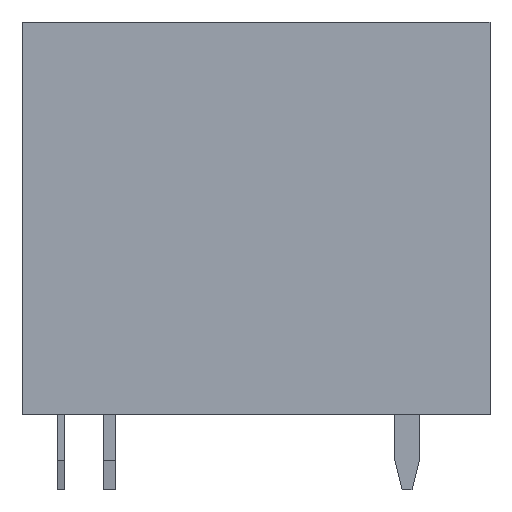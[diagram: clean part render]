
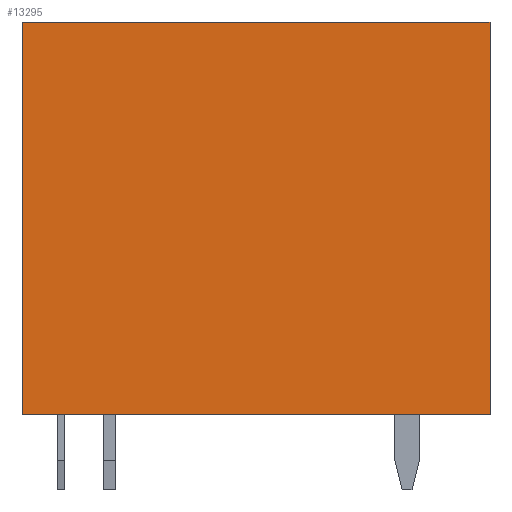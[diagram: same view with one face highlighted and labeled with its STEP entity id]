
A CAD part, front view. The second image highlights one B-rep face of the part: STEP entity #13295.
In plain terms, the highlighted planar face has unit normal (0, -1, 0).
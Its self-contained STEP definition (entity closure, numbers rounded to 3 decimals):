
#348 = VECTOR ( 'NONE', #12789, 1000. ) ;
#859 = FACE_OUTER_BOUND ( 'NONE', #8308, .T. ) ;
#953 = ORIENTED_EDGE ( 'NONE', *, *, #8317, .T. ) ;
#1923 = DIRECTION ( 'NONE',  ( -1., 0., 0. ) ) ;
#2030 = DIRECTION ( 'NONE',  ( 0., 1., 0. ) ) ;
#2602 = DIRECTION ( 'NONE',  ( 0., 0., -1. ) ) ;
#2753 = AXIS2_PLACEMENT_3D ( 'NONE', #14897, #2030, #4295 ) ;
#2932 = CARTESIAN_POINT ( 'NONE',  ( 9.6, -7.75, -0.4 ) ) ;
#3389 = VERTEX_POINT ( 'NONE', #7338 ) ;
#4010 = CARTESIAN_POINT ( 'NONE',  ( -9.6, -7.75, 15.7 ) ) ;
#4295 = DIRECTION ( 'NONE',  ( 0., 0., 1. ) ) ;
#4548 = EDGE_CURVE ( 'NONE', #6326, #6455, #5322, .T. ) ;
#5322 = LINE ( 'NONE', #2932, #7295 ) ;
#5421 = CARTESIAN_POINT ( 'NONE',  ( -9.6, -7.75, 15.7 ) ) ;
#5457 = CARTESIAN_POINT ( 'NONE',  ( -9.6, -7.75, -0.4 ) ) ;
#6326 = VERTEX_POINT ( 'NONE', #9410 ) ;
#6455 = VERTEX_POINT ( 'NONE', #5457 ) ;
#6889 = VECTOR ( 'NONE', #2602, 1000. ) ;
#7295 = VECTOR ( 'NONE', #1923, 1000. ) ;
#7338 = CARTESIAN_POINT ( 'NONE',  ( 9.6, -7.75, 15.7 ) ) ;
#7912 = CARTESIAN_POINT ( 'NONE',  ( 9.6, -7.75, 15.7 ) ) ;
#8308 = EDGE_LOOP ( 'NONE', ( #953, #8451, #8856, #12281 ) ) ;
#8317 = EDGE_CURVE ( 'NONE', #11737, #6455, #13210, .T. ) ;
#8393 = CARTESIAN_POINT ( 'NONE',  ( -9.6, -7.75, 15.7 ) ) ;
#8451 = ORIENTED_EDGE ( 'NONE', *, *, #4548, .F. ) ;
#8856 = ORIENTED_EDGE ( 'NONE', *, *, #11742, .F. ) ;
#9050 = PLANE ( 'NONE',  #2753 ) ;
#9410 = CARTESIAN_POINT ( 'NONE',  ( 9.6, -7.75, -0.4 ) ) ;
#10087 = DIRECTION ( 'NONE',  ( 1., 0., 0. ) ) ;
#10381 = LINE ( 'NONE', #7912, #348 ) ;
#11737 = VERTEX_POINT ( 'NONE', #5421 ) ;
#11742 = EDGE_CURVE ( 'NONE', #3389, #6326, #10381, .T. ) ;
#12281 = ORIENTED_EDGE ( 'NONE', *, *, #12501, .F. ) ;
#12324 = LINE ( 'NONE', #4010, #13973 ) ;
#12501 = EDGE_CURVE ( 'NONE', #11737, #3389, #12324, .T. ) ;
#12789 = DIRECTION ( 'NONE',  ( 0., 0., -1. ) ) ;
#13210 = LINE ( 'NONE', #8393, #6889 ) ;
#13295 = ADVANCED_FACE ( 'NONE', ( #859 ), #9050, .F. ) ;
#13973 = VECTOR ( 'NONE', #10087, 1000. ) ;
#14897 = CARTESIAN_POINT ( 'NONE',  ( -9.6, -7.75, 15.7 ) ) ;
